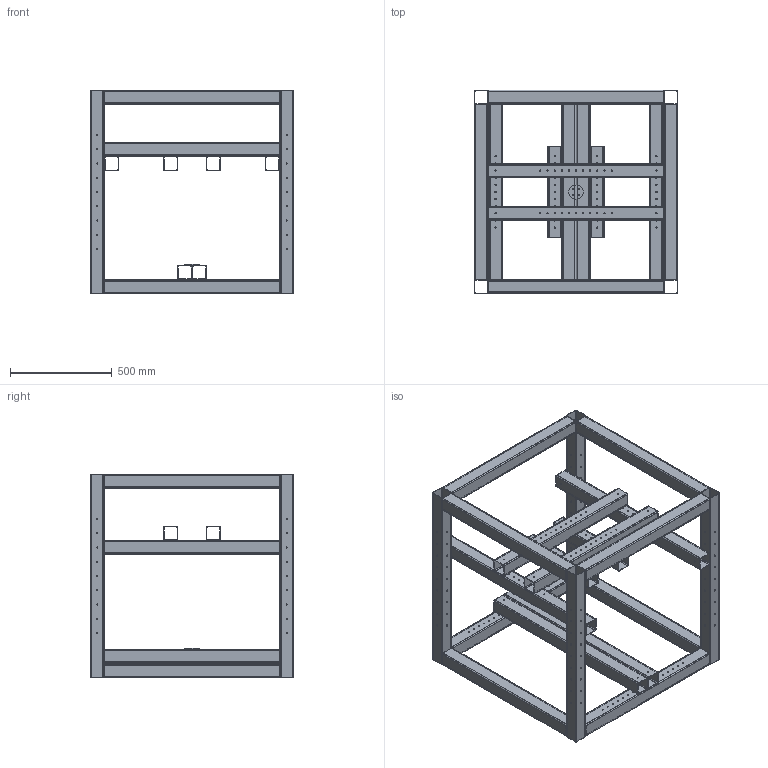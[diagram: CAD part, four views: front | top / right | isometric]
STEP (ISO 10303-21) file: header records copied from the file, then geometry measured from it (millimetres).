
FILE_DESCRIPTION (( 'STEP AP214' ), '1' );
FILE_NAME ('TestStand.STEP', '2024-08-17T07:31:21', ( '' ), ( '' ), 'SwSTEP 2.0', 'SolidWorks 2024', '' );
FILE_SCHEMA (( 'AUTOMOTIVE_DESIGN' ));
Length unit declared in the file: millimetre
Products named in the file (9): sideSupportShortCross; TestStand; sideSupportShort; demoPlate; 80frontRod Bottom; sideSupport; StandingRod; BottomSupport; 80frontRod
Assembly tree (21 placements, depth 2):
  TestStand
    StandingRod  x4
    80frontRod  x6
    80frontRod Bottom  x2
    BottomSupport  x2
    sideSupport  x2
    sideSupportShort  x2
    sideSupportShortCross  x2
    demoPlate
Bounding box: 1000 x 1000 x 1000 mm (x, y, z)
Volume: 14053186.2 mm3; surface area: 9120388.2 mm2
Topology: 21 solids, 21 shells, 1124 faces, 3246 edges, 2164 vertices
Faces by surface type: cylinder 922, plane 202
Entity records: 16004 total; most frequent: DIRECTION 2950, CARTESIAN_POINT 2596, ORIENTED_EDGE 2556, EDGE_CURVE 1278, AXIS2_PLACEMENT_3D 1206, VERTEX_POINT 852, EDGE_LOOP 768, CIRCLE 740
